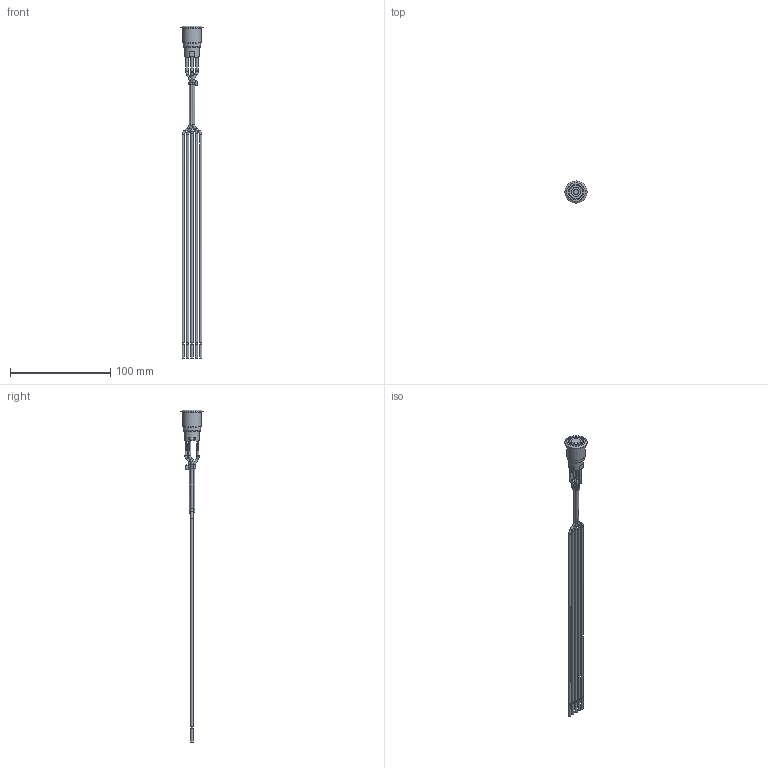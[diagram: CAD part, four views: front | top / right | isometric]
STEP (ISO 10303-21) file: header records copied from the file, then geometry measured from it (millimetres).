
FILE_DESCRIPTION(/* description */ ('','CAx-IF Rec.Pracs.---Representation and Presentation of Product Manufacturing Information (PMI)---4.0---2014-10-13'),/* implementation_level */ '2;1');
FILE_NAME(/* name */ 'PV4FWB0xx3xx.stp',/* time_stamp */ '2019-06-11T09:58:40-05:00',/* author */ ('mroman'),/* organization */ (''),/* preprocessor_version */ 'ST-DEVELOPER v17',/* originating_system */ 'Autodesk Inventor 2018',/* authorisation */ '');
FILE_SCHEMA (('AP242_MANAGED_MODEL_BASED_3D_ENGINEERING_MIM_LF { 1 0 10303 442 1 1 4 }'));
Length unit declared in the file: millimetre
Products named in the file (1): PV4FWB0xx3xx
Bounding box: 22 x 22 x 330.7 mm (x, y, z)
Volume: 11103.7 mm3; surface area: 15145 mm2
Topology: 1 solids, 2 shells, 380 faces, 1021 edges, 671 vertices
Faces by surface type: plane 199, cylinder 93, torus 34, bspline 31, cone 15, sphere 8
Full cylindrical faces by diameter (mm): 1.5 x5, 2.2 x26, 2.4 x5, 5.2 x1, 7 x1, 7.3 x1, 8.1 x1, 9 x1, 9.2 x1, 12.8 x1, 13.6 x2, 14.9 x1, 15 x1, 15.8 x1, 17.5 x2, 18.9 x1, 22 x1
Entity records: 14096 total; most frequent: CARTESIAN_POINT 4323, ORIENTED_EDGE 2042, DIRECTION 2034, EDGE_CURVE 1021, AXIS2_PLACEMENT_3D 748, VERTEX_POINT 671, LINE 546, VECTOR 546
